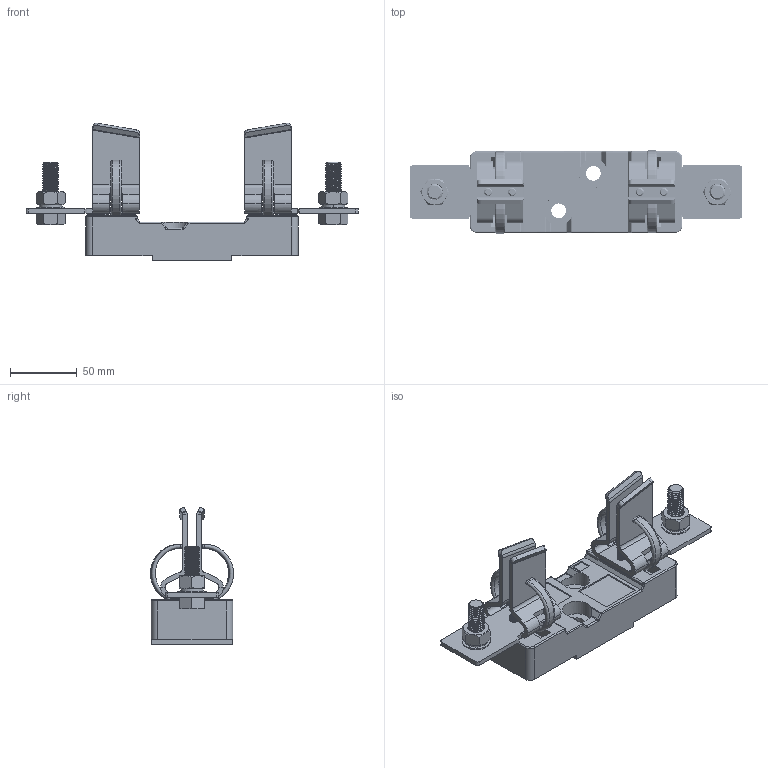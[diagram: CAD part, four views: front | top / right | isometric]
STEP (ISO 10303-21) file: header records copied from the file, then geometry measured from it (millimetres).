
FILE_DESCRIPTION(/* description */ (''),/* implementation_level */ '2;1');
FILE_NAME(/* name */ 'RT16-3Z.stp',/* time_stamp */ '2022-05-14T16:01:23+08:00',/* author */ (''),/* organization */ (''),/* preprocessor_version */ 'ST-DEVELOPER v16',/* originating_system */ 'SIEMENS PLM Software NX 10.0',/* authorisation */ '');
FILE_SCHEMA (('CONFIG_CONTROL_DESIGN'));
Products named in the file (1): rt16-3
Bounding box: 248.7 x 62.25 x 103.19 mm (x, y, z)
Volume: 254757.2 mm3; surface area: 104857.1 mm2
Topology: 25 solids, 25 shells, 829 faces, 2118 edges, 1302 vertices
Faces by surface type: plane 387, cylinder 306, cone 48, sphere 40, bspline 28, torus 20
Full cylindrical faces by diameter (mm): 4.3 x4, 6 x64, 7 x4, 10 x4, 11 x6, 13 x4, 21 x2, 21.7 x2
Entity records: 63854 total; most frequent: CARTESIAN_POINT 46278, ORIENTED_EDGE 3596, DIRECTION 3566, EDGE_CURVE 1798, AXIS2_PLACEMENT_3D 1264, VERTEX_POINT 1142, LINE 1038, VECTOR 1038
